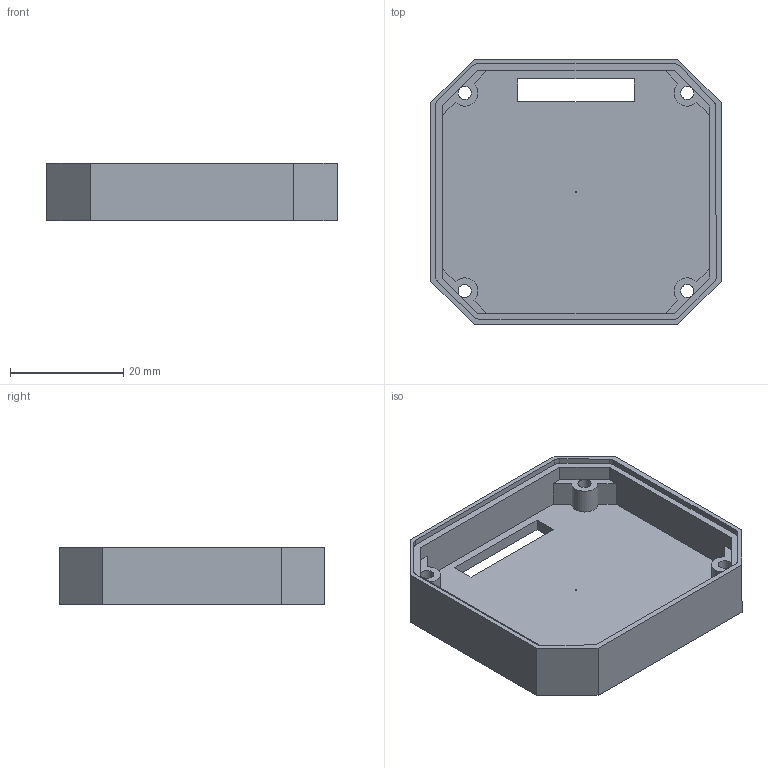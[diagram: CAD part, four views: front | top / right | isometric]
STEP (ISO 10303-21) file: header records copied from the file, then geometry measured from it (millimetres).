
FILE_DESCRIPTION((''),'2;1');
FILE_NAME('MicroLab_Rear_Cover.stp','2012-11-01T16:18:03',('gsousa'),(''),'Autodesk Inventor 2013','Autodesk Inventor 2013','');
FILE_SCHEMA(('AUTOMOTIVE_DESIGN { 1 0 10303 214 1 1 1 1 }'));
Length unit declared in the file: millimetre
Products named in the file (1): MicroLab_Rear_Cover
Bounding box: 51.3 x 47 x 10.23 mm (x, y, z)
Volume: 7371.1 mm3; surface area: 7906.6 mm2
Topology: 1 solids, 1 shells, 63 faces, 181 edges, 122 vertices
Faces by surface type: plane 46, cylinder 17
Full cylindrical faces by diameter (mm): 0.2 x1, 2.34 x4
Entity records: 2127 total; most frequent: CARTESIAN_POINT 354, ORIENTED_EDGE 344, DIRECTION 334, EDGE_CURVE 172, VECTOR 138, LINE 138, VERTEX_POINT 118, AXIS2_PLACEMENT_3D 98
